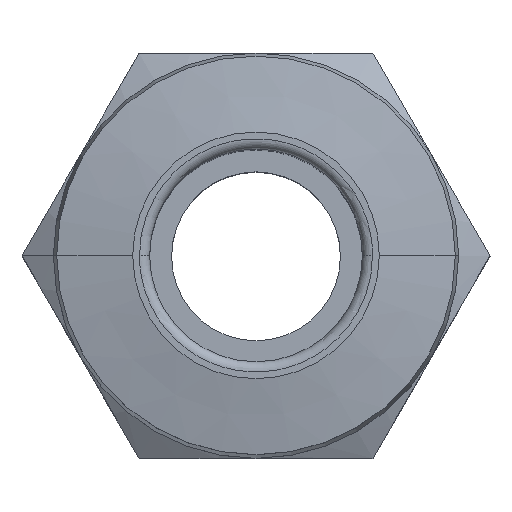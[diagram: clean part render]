
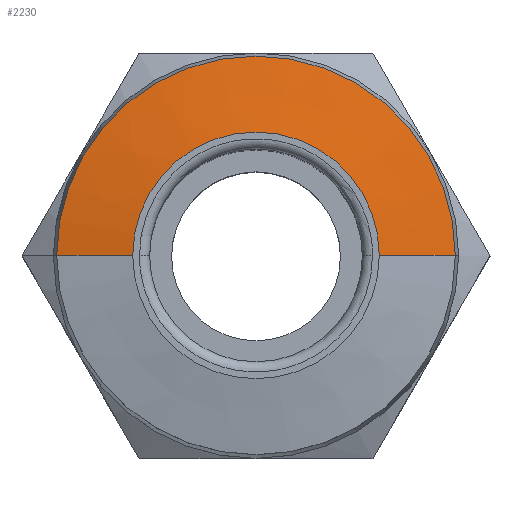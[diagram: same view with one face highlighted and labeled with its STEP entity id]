
A CAD part, top view. The second image highlights one B-rep face of the part: STEP entity #2230.
In plain terms, the highlighted conical face has half-angle 79.919 degrees and reference radius 5.9 mm.
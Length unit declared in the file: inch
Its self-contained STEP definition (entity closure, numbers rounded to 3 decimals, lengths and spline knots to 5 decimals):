
#119 = CARTESIAN_POINT ( 'NONE',  ( 0., 0., 0.59055 ) ) ;
#140 = VERTEX_POINT ( 'NONE', #303 ) ;
#201 = EDGE_LOOP ( 'NONE', ( #1185, #1807, #1514, #328 ) ) ;
#202 = VERTEX_POINT ( 'NONE', #1738 ) ;
#266 = EDGE_CURVE ( 'NONE', #140, #202, #599, .T. ) ;
#290 = DIRECTION ( 'NONE',  ( 1., 0., 0. ) ) ;
#303 = CARTESIAN_POINT ( 'NONE',  ( 0.1437, 0., 0.6063 ) ) ;
#328 = ORIENTED_EDGE ( 'NONE', *, *, #597, .F. ) ;
#359 = VERTEX_POINT ( 'NONE', #2081 ) ;
#447 = CIRCLE ( 'NONE', #1646, 0.23228 ) ;
#597 = EDGE_CURVE ( 'NONE', #202, #1252, #1326, .T. ) ;
#599 = CIRCLE ( 'NONE', #634, 0.1437 ) ;
#604 = VECTOR ( 'NONE', #1111, 39.37008 ) ;
#616 = CARTESIAN_POINT ( 'NONE',  ( 0.23228, 0., 0.59055 ) ) ;
#634 = AXIS2_PLACEMENT_3D ( 'NONE', #859, #886, #781 ) ;
#636 = LINE ( 'NONE', #616, #604 ) ;
#678 = CONICAL_SURFACE ( 'NONE', #1321, 0.23228, 1.395 ) ;
#766 = FACE_OUTER_BOUND ( 'NONE', #201, .T. ) ;
#781 = DIRECTION ( 'NONE',  ( -1., 0., 0. ) ) ;
#829 = DIRECTION ( 'NONE',  ( -1., 0., 0. ) ) ;
#859 = CARTESIAN_POINT ( 'NONE',  ( 0., 0., 0.6063 ) ) ;
#886 = DIRECTION ( 'NONE',  ( 0., 0., 1. ) ) ;
#953 = CARTESIAN_POINT ( 'NONE',  ( -0.23228, 0., 0.59055 ) ) ;
#1005 = DIRECTION ( 'NONE',  ( -0.985, 0., -0.175 ) ) ;
#1023 = EDGE_CURVE ( 'NONE', #140, #359, #636, .T. ) ;
#1062 = CARTESIAN_POINT ( 'NONE',  ( -0.23228, 0., 0.59055 ) ) ;
#1111 = DIRECTION ( 'NONE',  ( 0.985, 0., -0.175 ) ) ;
#1163 = DIRECTION ( 'NONE',  ( 0., 0., -1. ) ) ;
#1185 = ORIENTED_EDGE ( 'NONE', *, *, #266, .F. ) ;
#1252 = VERTEX_POINT ( 'NONE', #953 ) ;
#1321 = AXIS2_PLACEMENT_3D ( 'NONE', #1331, #1163, #829 ) ;
#1326 = LINE ( 'NONE', #1062, #1349 ) ;
#1331 = CARTESIAN_POINT ( 'NONE',  ( 0., 0., 0.59055 ) ) ;
#1349 = VECTOR ( 'NONE', #1005, 39.37008 ) ;
#1385 = DIRECTION ( 'NONE',  ( 0., 0., 1. ) ) ;
#1514 = ORIENTED_EDGE ( 'NONE', *, *, #2338, .T. ) ;
#1646 = AXIS2_PLACEMENT_3D ( 'NONE', #119, #1385, #290 ) ;
#1738 = CARTESIAN_POINT ( 'NONE',  ( -0.1437, 0., 0.6063 ) ) ;
#1807 = ORIENTED_EDGE ( 'NONE', *, *, #1023, .T. ) ;
#2081 = CARTESIAN_POINT ( 'NONE',  ( 0.23228, 0., 0.59055 ) ) ;
#2230 = ADVANCED_FACE ( 'NONE', ( #766 ), #678, .T. ) ;
#2338 = EDGE_CURVE ( 'NONE', #359, #1252, #447, .T. ) ;
